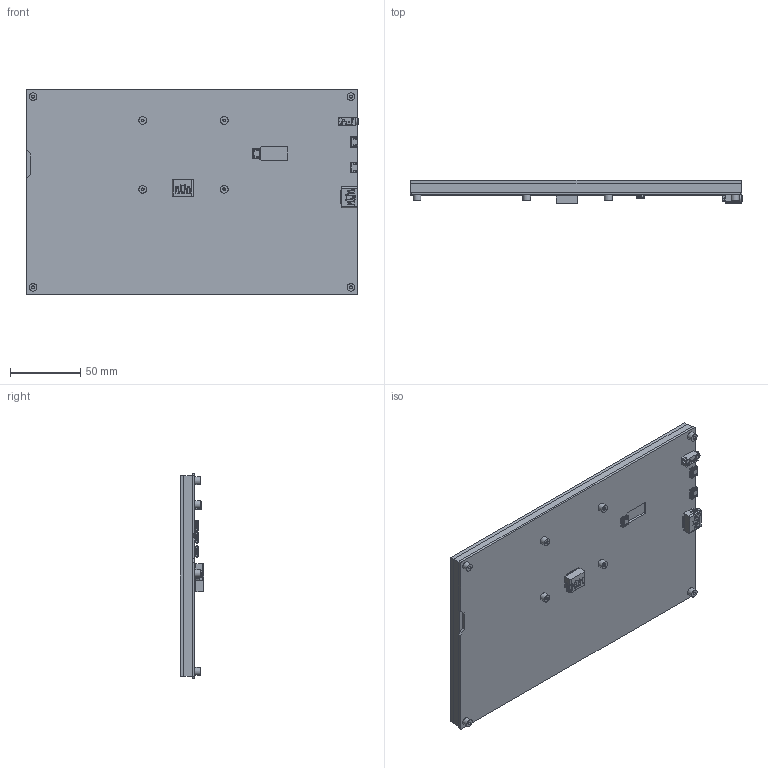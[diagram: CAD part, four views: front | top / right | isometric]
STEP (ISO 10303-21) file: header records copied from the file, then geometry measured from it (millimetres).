
FILE_DESCRIPTION(/* description */ (''),/* implementation_level */ '2;1');
FILE_NAME(/* name */ 'P10600HDMI101_P01.stp',/* time_stamp */ '2022-03-16T15:01:39-03:00',/* author */ ('Reservaa'),/* organization */ (''),/* preprocessor_version */ 'ST-DEVELOPER v18.1',/* originating_system */ 'Autodesk Inventor 2022',/* authorisation */ '');
FILE_SCHEMA (('AUTOMOTIVE_DESIGN { 1 0 10303 214 3 1 1 }'));
Products named in the file (9): Display P10600HDMI101_P01; vidro; vidro1; vidro2; tela; placa; conector hdmi; AB2_USB_MICRO_SMD; PJ320A
Assembly tree (11 placements, depth 3):
  Display P10600HDMI101_P01
    vidro
      vidro1
      vidro2
    tela
    placa
    conector hdmi  x2
    AB2_USB_MICRO_SMD  x3
    PJ320A
Bounding box: 236 x 16.6 x 145.57 mm (x, y, z)
Volume: 348991.7 mm3; surface area: 218815.6 mm2
Topology: 14 solids, 14 shells, 4545 faces, 11445 edges, 6924 vertices
Faces by surface type: plane 4223, cylinder 288, bspline 28, sphere 5, torus 1
Full cylindrical faces by diameter (mm): 1.346 x12, 1.5 x2, 2.013 x12, 2.5 x1, 3 x1, 3.6 x1, 5 x1, 5.5 x8
Entity records: 69515 total; most frequent: CARTESIAN_POINT 22768, ORIENTED_EDGE 9568, DIRECTION 8691, EDGE_CURVE 4784, LINE 4265, VECTOR 4265, VERTEX_POINT 2944, AXIS2_PLACEMENT_3D 2213
